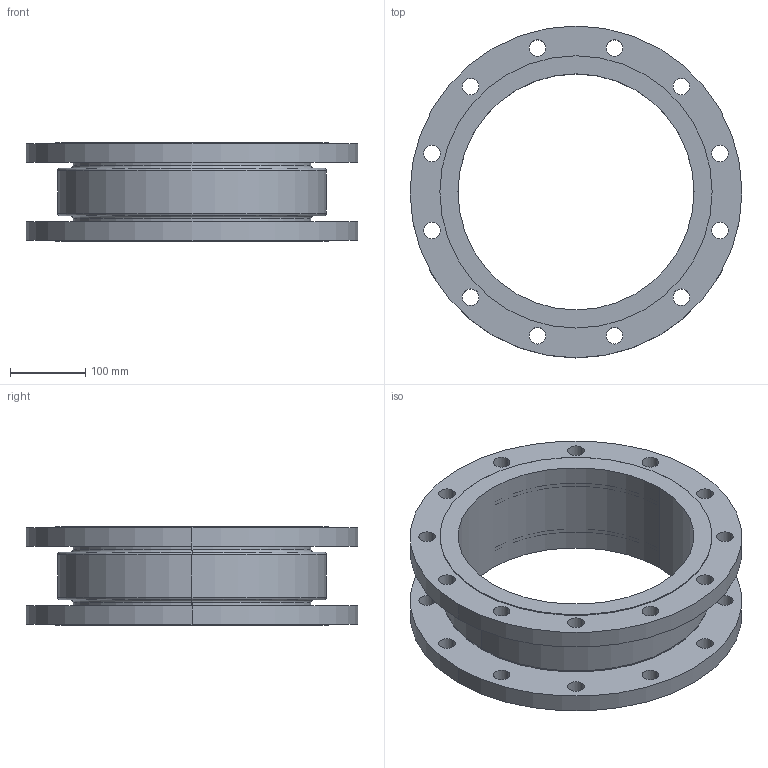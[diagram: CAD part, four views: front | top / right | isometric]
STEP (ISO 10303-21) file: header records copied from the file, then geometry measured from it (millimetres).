
FILE_DESCRIPTION (( 'STEP AP214' ), '1' );
FILE_NAME ('ALPHA-C_DN300_PN06_K-0009819.STEP', '2021-10-21T08:54:25', ( 'axxx' ), ( 'Hewlett-Packard Company' ), 'SwSTEP 2.0', 'SolidWorks 2019', '' );
FILE_SCHEMA (( 'AUTOMOTIVE_DESIGN' ));
Length unit declared in the file: millimetre
Products named in the file (1): ALPHA-C_DN300_PN06_K-0009819
Bounding box: 440 x 440 x 130 mm (x, y, z)
Volume: 4892769.1 mm3; surface area: 641819.2 mm2
Topology: 1 solids, 1 shells, 598 faces, 1606 edges, 1068 vertices
Faces by surface type: plane 259, bspline 230, cylinder 101, torus 8
Entity records: 31270 total; most frequent: CARTESIAN_POINT 17753, ORIENTED_EDGE 3212, DIRECTION 2022, EDGE_CURVE 1606, VERTEX_POINT 1068, VECTOR 828, LINE 828, EDGE_LOOP 706
